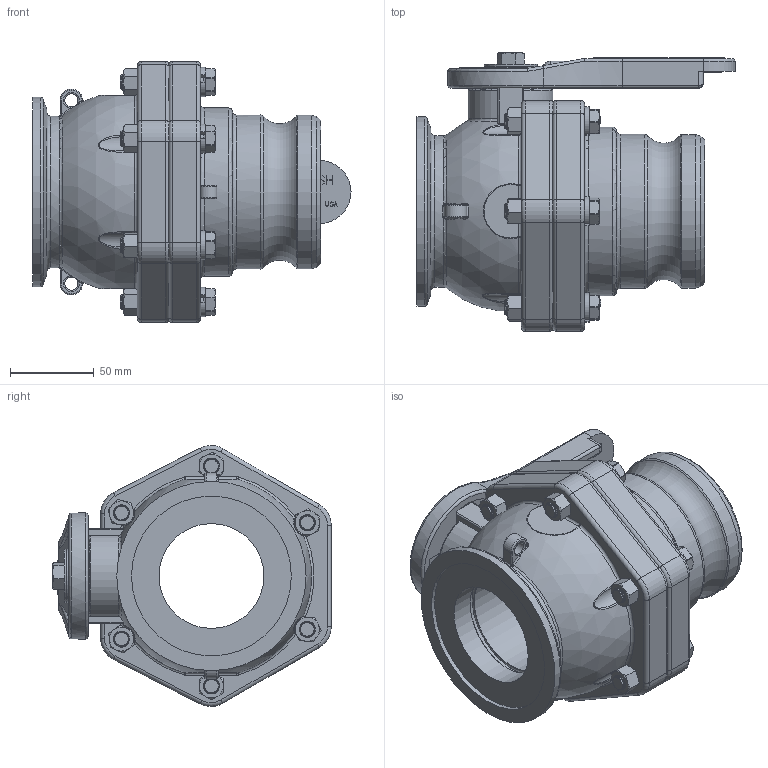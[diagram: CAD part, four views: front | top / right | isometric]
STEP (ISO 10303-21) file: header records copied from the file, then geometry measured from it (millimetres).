
FILE_DESCRIPTION(/* description */ ('3" Stubby Valve F Endplate'),/* implementation_level */ '2;1');
FILE_NAME(/* name */ 'MVSF300SH.stp',/* time_stamp */ '2015-07-13T14:26:23-04:00',/* author */ ('ETQ'),/* organization */ (''),/* preprocessor_version */ 'ST-DEVELOPER v15.6',/* originating_system */ 'Autodesk Inventor 2015',/* authorisation */ '');
FILE_SCHEMA (('AUTOMOTIVE_DESIGN { 1 0 10303 214 3 1 1 }'));
Products named in the file (21): VSF30264X; VSF30264Y; VSF30264; MVS30254X; MVS30254; VX30255; VS30255M; VS30255; V25151BX; VS25151B; V20010SS; V20018; V20019; V25163; V25160; VS30258; V30265; V25153SH; V25121; V25020; MVSF300SH
Assembly tree (36 placements, depth 4):
  MVSF300SH
    VSF30264
      VSF30264Y
        VSF30264X
    MVS30254
      MVS30254X
    VS30255
      VS30255M
        VX30255
    VS25151B
      V25151BX
    V20010SS  x6
    V20018  x6
    V20019  x6
    V25163
    V25160
    VS30258  x2
    V30265
    V25153SH
    V25121
    V25020
Bounding box: 189.48 x 165.91 x 155.54 mm (x, y, z)
Volume: 1168402.9 mm3; surface area: 277477.2 mm2
Topology: 30 solids, 30 shells, 2839 faces, 6785 edges, 4100 vertices
Faces by surface type: plane 1157, cylinder 776, cone 634, bspline 137, torus 112, sphere 23
Full cylindrical faces by diameter (mm): 5.537 x2, 7.798 x1, 7.874 x2, 9.525 x1, 10.312 x13, 14.275 x1, 25.4 x1, 25.527 x1, 25.806 x1, 31.496 x1, 31.521 x1, 31.75 x2, 36.525 x1, 37.084 x1, 62.484 x2, 63.5 x1, 67.869 x2, 68.072 x2, 71.12 x1, 73.152 x4, 90.424 x1, 91.44 x1, 91.757 x1, 94.996 x1, 95.25 x1, 100.203 x1, 100.33 x1, 112.725 x1, 112.776 x1
Entity records: 57161 total; most frequent: CARTESIAN_POINT 15722, ORIENTED_EDGE 8616, DIRECTION 8017, EDGE_CURVE 4308, LINE 3071, VECTOR 3071, VERTEX_POINT 2790, AXIS2_PLACEMENT_3D 2473
